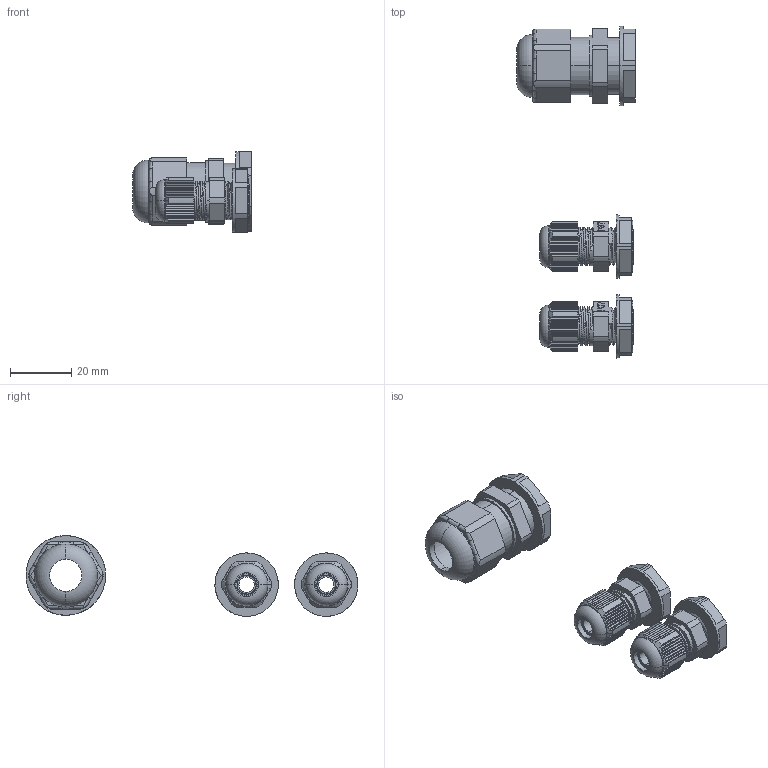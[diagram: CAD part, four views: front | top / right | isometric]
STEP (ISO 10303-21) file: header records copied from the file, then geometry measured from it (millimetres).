
FILE_DESCRIPTION(('FreeCAD Model'),'2;1');
FILE_NAME('Open CASCADE Shape Model','2026-01-29T13:36:14',(''),(''), 'Open CASCADE STEP processor 7.7','FreeCAD','Unknown');
FILE_SCHEMA(('AUTOMOTIVE_DESIGN { 1 0 10303 214 1 1 1 1 }'));
Length unit declared in the file: millimetre
Products named in the file (6): uVerter; PE_PG002; PE_PG11; PE_PG001; PG7 CABLE GLAND; PG7 CABLE GLAND001
Assembly tree (5 placements, depth 3):
  uVerter
    PE_PG002
      PE_PG11
      PE_PG001
    PG7 CABLE GLAND
    PG7 CABLE GLAND001
Bounding box: 38.7 x 108.35 x 26.35 mm (x, y, z)
Volume: 15996.5 mm3; surface area: 14090.6 mm2
Topology: 4 solids, 4 shells, 988 faces, 2844 edges, 1820 vertices
Faces by surface type: plane 682, cylinder 230, bspline 44, cone 22, torus 10
Entity records: 40929 total; most frequent: CARTESIAN_POINT 15050, ORIENTED_EDGE 5688, DIRECTION 4858, EDGE_CURVE 2844, VERTEX_POINT 1820, LINE 1778, VECTOR 1778, AXIS2_PLACEMENT_3D 1540
